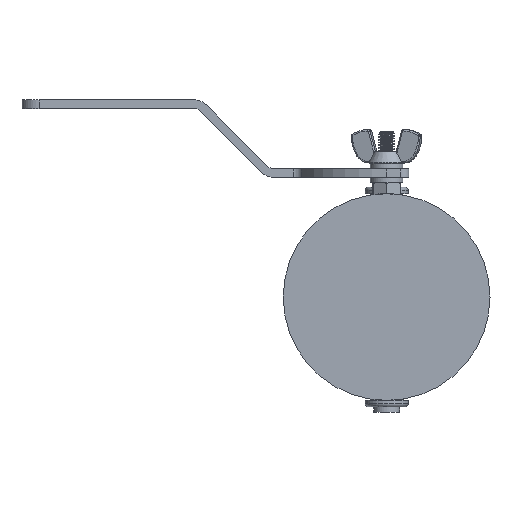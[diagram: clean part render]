
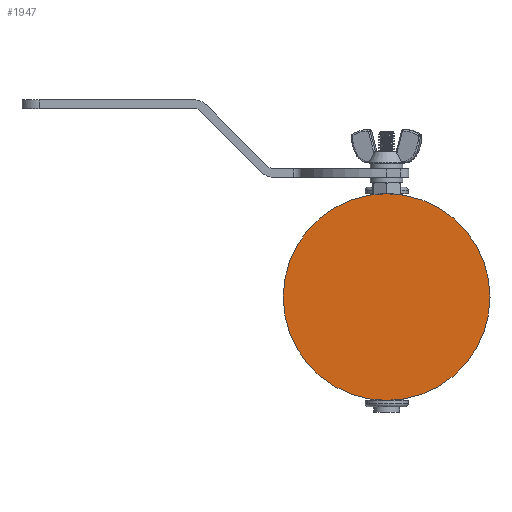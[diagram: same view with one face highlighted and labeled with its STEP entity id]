
A CAD part, left-side view. The second image highlights one B-rep face of the part: STEP entity #1947.
In plain terms, the highlighted planar face has unit normal (-1, 0, 0).
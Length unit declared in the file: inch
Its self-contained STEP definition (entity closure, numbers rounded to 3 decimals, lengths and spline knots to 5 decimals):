
#235=FACE_OUTER_BOUND('',#366,.T.);
#366=EDGE_LOOP('',(#1341));
#530=CIRCLE('',#2097,1.5);
#859=VERTEX_POINT('',#5387);
#1048=EDGE_CURVE('',#859,#859,#530,.T.);
#1341=ORIENTED_EDGE('',*,*,#1048,.T.);
#1903=PLANE('',#2096);
#1947=ADVANCED_FACE('',(#235),#1903,.F.);
#2096=AXIS2_PLACEMENT_3D('',#5386,#2395,#2396);
#2097=AXIS2_PLACEMENT_3D('',#5388,#2397,#2398);
#2395=DIRECTION('center_axis',(1.,0.,0.));
#2396=DIRECTION('ref_axis',(0.,0.,-1.));
#2397=DIRECTION('center_axis',(-1.,0.,0.));
#2398=DIRECTION('ref_axis',(0.,-1.,0.));
#5386=CARTESIAN_POINT('Origin',(-3.62541,-0.07718,0.));
#5387=CARTESIAN_POINT('',(-3.62541,1.42282,0.));
#5388=CARTESIAN_POINT('Origin',(-3.62541,-0.07718,0.));
